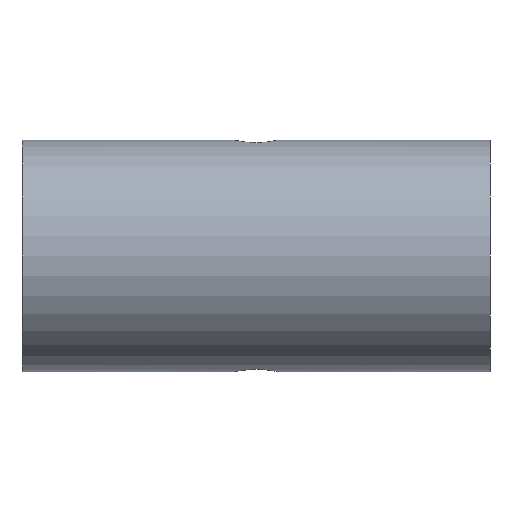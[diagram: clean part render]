
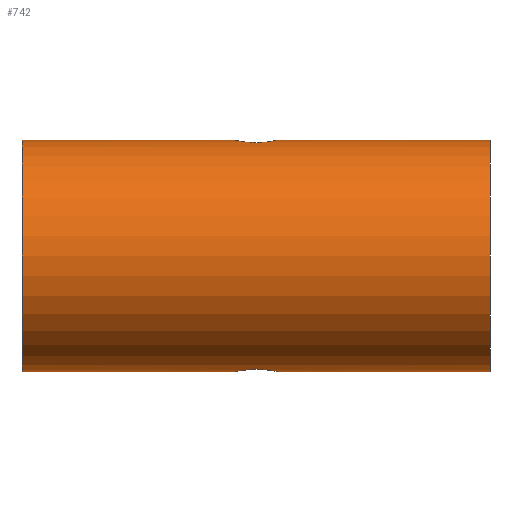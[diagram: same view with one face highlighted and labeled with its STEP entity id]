
A CAD part, left-side view. The second image highlights one B-rep face of the part: STEP entity #742.
In plain terms, the highlighted cylindrical face has radius 18.872 mm (diameter 37.744 mm), a partial arc.
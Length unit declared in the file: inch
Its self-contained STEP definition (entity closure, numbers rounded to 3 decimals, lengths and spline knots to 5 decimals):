
#9 = CARTESIAN_POINT ( 'NONE',  ( -0.0673, -0.12942, 0.74001 ) ) ;
#18 = CARTESIAN_POINT ( 'NONE',  ( 0., 1.5, 0. ) ) ;
#66 = CARTESIAN_POINT ( 'NONE',  ( -0.01984, 0.14424, -0.743 ) ) ;
#71 = CARTESIAN_POINT ( 'NONE',  ( -0.03917, 0.14053, -0.74221 ) ) ;
#75 = VERTEX_POINT ( 'NONE', #871 ) ;
#77 = CARTESIAN_POINT ( 'NONE',  ( -0.09307, -0.11528, -0.73728 ) ) ;
#86 = CARTESIAN_POINT ( 'NONE',  ( -0.1474, 0.03743, 0.72827 ) ) ;
#119 = EDGE_CURVE ( 'NONE', #1157, #1305, #475, .T. ) ;
#141 = CARTESIAN_POINT ( 'NONE',  ( 0., 1.5, 0.743 ) ) ;
#142 = CARTESIAN_POINT ( 'NONE',  ( 0., 1.5, 0.743 ) ) ;
#150 = CARTESIAN_POINT ( 'NONE',  ( 0., -0.14426, 0.743 ) ) ;
#167 = VECTOR ( 'NONE', #1402, 39.37008 ) ;
#171 = CARTESIAN_POINT ( 'NONE',  ( 0., -0.14426, 0.743 ) ) ;
#203 = VERTEX_POINT ( 'NONE', #981 ) ;
#207 = CARTESIAN_POINT ( 'NONE',  ( -0.09299, 0.11533, -0.73729 ) ) ;
#217 = CARTESIAN_POINT ( 'NONE',  ( -0.04862, -0.13677, -0.74147 ) ) ;
#227 = CARTESIAN_POINT ( 'NONE',  ( -0.13108, 0.07256, 0.73137 ) ) ;
#281 = EDGE_CURVE ( 'NONE', #1403, #1727, #414, .T. ) ;
#300 = EDGE_CURVE ( 'NONE', #1153, #1883, #1551, .T. ) ;
#337 = ORIENTED_EDGE ( 'NONE', *, *, #1007, .T. ) ;
#350 = CARTESIAN_POINT ( 'NONE',  ( 0., 0.14426, -0.743 ) ) ;
#355 = CARTESIAN_POINT ( 'NONE',  ( -0.13187, 0.07304, -0.73125 ) ) ;
#362 = CARTESIAN_POINT ( 'NONE',  ( -0.02456, -0.14238, -0.74261 ) ) ;
#375 = CARTESIAN_POINT ( 'NONE',  ( -0.11397, 0.09535, 0.73424 ) ) ;
#381 = VECTOR ( 'NONE', #1893, 39.37008 ) ;
#414 = LINE ( 'NONE', #1448, #1152 ) ;
#417 = CARTESIAN_POINT ( 'NONE',  ( -0.09236, -0.11463, 0.73728 ) ) ;
#427 = CARTESIAN_POINT ( 'NONE',  ( -0.01986, -0.14427, 0.743 ) ) ;
#428 = DIRECTION ( 'NONE',  ( 0., -1., 0. ) ) ;
#475 = B_SPLINE_CURVE_WITH_KNOTS ( 'NONE', 3,
 ( #150, #427, #1618, #9, #1012, #417, #1184, #1212, #1353, #917, #1658, #1810 ),
 .UNSPECIFIED., .F., .F.,
 ( 4, 2, 2, 2, 2, 4 ),
 ( 0.24998, 0.31248, 0.34373, 0.37499, 0.43749, 0.5 ),
 .UNSPECIFIED. ) ;
#488 = ORIENTED_EDGE ( 'NONE', *, *, #767, .F. ) ;
#491 = CARTESIAN_POINT ( 'NONE',  ( -0.15127, 0.01895, -0.72744 ) ) ;
#502 = CARTESIAN_POINT ( 'NONE',  ( -0.00989, -0.14396, -0.74294 ) ) ;
#510 = CARTESIAN_POINT ( 'NONE',  ( -0.07661, 0.12571, 0.73928 ) ) ;
#545 = LINE ( 'NONE', #1725, #167 ) ;
#565 = EDGE_CURVE ( 'NONE', #1240, #203, #545, .T. ) ;
#577 = FACE_OUTER_BOUND ( 'NONE', #807, .T. ) ;
#600 = CARTESIAN_POINT ( 'NONE',  ( 0., 1.5, 0. ) ) ;
#606 = B_SPLINE_CURVE_WITH_KNOTS ( 'NONE', 3,
 ( #350, #66, #71, #1073, #207, #1227, #355, #1370, #491, #1528, #645, #1672, #780, #1823, #935, #77, #1077, #217, #1235, #362, #1377, #502, #1534, #650, #1679 ),
 .UNSPECIFIED., .F., .F.,
 ( 4, 2, 2, 2, 2, 2, 2, 2, 2, 2, 1, 2, 4 ),
 ( 0., 0.06248, 0.12496, 0.18744, 0.24992, 0.3124, 0.34365, 0.37489, 0.43737, 0.46861, 0.48423, 0.49204, 0.49985 ),
 .UNSPECIFIED. ) ;
#645 = CARTESIAN_POINT ( 'NONE',  ( -0.14744, -0.03721, -0.72827 ) ) ;
#650 = CARTESIAN_POINT ( 'NONE',  ( -0.00254, -0.14426, -0.743 ) ) ;
#654 = CARTESIAN_POINT ( 'NONE',  ( -0.15129, 0.01903, 0.72743 ) ) ;
#658 = VECTOR ( 'NONE', #428, 39.37008 ) ;
#664 = CARTESIAN_POINT ( 'NONE',  ( -0.01985, 0.14425, 0.743 ) ) ;
#680 = AXIS2_PLACEMENT_3D ( 'NONE', #713, #1750, #858 ) ;
#688 = AXIS2_PLACEMENT_3D ( 'NONE', #600, #1787, #1091 ) ;
#713 = CARTESIAN_POINT ( 'NONE',  ( 0., -1.5, 0. ) ) ;
#742 = ADVANCED_FACE ( 'NONE', ( #577 ), #1477, .T. ) ;
#767 = EDGE_CURVE ( 'NONE', #1240, #1153, #1430, .T. ) ;
#780 = CARTESIAN_POINT ( 'NONE',  ( -0.13114, -0.0724, -0.73136 ) ) ;
#807 = EDGE_LOOP ( 'NONE', ( #1752, #488, #1795, #1219, #1205, #1334, #810, #1479, #337 ) ) ;
#810 = ORIENTED_EDGE ( 'NONE', *, *, #1594, .F. ) ;
#858 = DIRECTION ( 'NONE',  ( 0., 0., 1. ) ) ;
#871 = CARTESIAN_POINT ( 'NONE',  ( 0., -1.5, 0.743 ) ) ;
#876 = DIRECTION ( 'NONE',  ( 0., 1., 0. ) ) ;
#917 = CARTESIAN_POINT ( 'NONE',  ( -0.14736, -0.03731, 0.72828 ) ) ;
#935 = CARTESIAN_POINT ( 'NONE',  ( -0.11408, -0.09522, -0.73422 ) ) ;
#981 = CARTESIAN_POINT ( 'NONE',  ( 0., 0.14426, -0.743 ) ) ;
#999 = EDGE_CURVE ( 'NONE', #203, #1403, #606, .T. ) ;
#1007 = EDGE_CURVE ( 'NONE', #1305, #1883, #1092, .T. ) ;
#1012 = CARTESIAN_POINT ( 'NONE',  ( -0.07601, -0.125, 0.73915 ) ) ;
#1035 = CARTESIAN_POINT ( 'NONE',  ( 0., 1.5, 0.743 ) ) ;
#1040 = LINE ( 'NONE', #141, #658 ) ;
#1073 = CARTESIAN_POINT ( 'NONE',  ( -0.0767, 0.12568, -0.73927 ) ) ;
#1077 = CARTESIAN_POINT ( 'NONE',  ( -0.07676, -0.12563, -0.73926 ) ) ;
#1078 = AXIS2_PLACEMENT_3D ( 'NONE', #18, #876, #1769 ) ;
#1087 = CARTESIAN_POINT ( 'NONE',  ( 0., 1.5, -0.743 ) ) ;
#1089 = CIRCLE ( 'NONE', #680, 0.743 ) ;
#1091 = DIRECTION ( 'NONE',  ( 0., 0., -1. ) ) ;
#1092 = B_SPLINE_CURVE_WITH_KNOTS ( 'NONE', 3,
 ( #1684, #654, #86, #1094, #227, #1246, #375, #1392, #510, #1545, #664, #1690 ),
 .UNSPECIFIED., .F., .F.,
 ( 4, 2, 2, 2, 2, 4 ),
 ( 0.5, 0.56247, 0.59371, 0.62494, 0.68741, 0.74988 ),
 .UNSPECIFIED. ) ;
#1094 = CARTESIAN_POINT ( 'NONE',  ( -0.13569, 0.0643, 0.73051 ) ) ;
#1096 = CARTESIAN_POINT ( 'NONE',  ( -0.15128, 0.00016, 0.72744 ) ) ;
#1118 = CARTESIAN_POINT ( 'NONE',  ( 0., -0.14426, -0.743 ) ) ;
#1150 = DIRECTION ( 'NONE',  ( 0., -1., 0. ) ) ;
#1152 = VECTOR ( 'NONE', #1150, 39.37008 ) ;
#1153 = VERTEX_POINT ( 'NONE', #1035 ) ;
#1157 = VERTEX_POINT ( 'NONE', #171 ) ;
#1184 = CARTESIAN_POINT ( 'NONE',  ( -0.09994, -0.10871, 0.73628 ) ) ;
#1205 = ORIENTED_EDGE ( 'NONE', *, *, #281, .T. ) ;
#1212 = CARTESIAN_POINT ( 'NONE',  ( -0.12095, -0.08869, 0.73323 ) ) ;
#1219 = ORIENTED_EDGE ( 'NONE', *, *, #999, .T. ) ;
#1227 = CARTESIAN_POINT ( 'NONE',  ( -0.12102, 0.08862, -0.73321 ) ) ;
#1235 = CARTESIAN_POINT ( 'NONE',  ( -0.03907, -0.13958, -0.74204 ) ) ;
#1240 = VERTEX_POINT ( 'NONE', #1087 ) ;
#1246 = CARTESIAN_POINT ( 'NONE',  ( -0.1202, 0.08812, 0.73323 ) ) ;
#1305 = VERTEX_POINT ( 'NONE', #1096 ) ;
#1334 = ORIENTED_EDGE ( 'NONE', *, *, #1524, .T. ) ;
#1353 = CARTESIAN_POINT ( 'NONE',  ( -0.13181, -0.07307, 0.73126 ) ) ;
#1370 = CARTESIAN_POINT ( 'NONE',  ( -0.14736, 0.03741, -0.72828 ) ) ;
#1377 = CARTESIAN_POINT ( 'NONE',  ( -0.01726, -0.14343, -0.74283 ) ) ;
#1392 = CARTESIAN_POINT ( 'NONE',  ( -0.09291, 0.11538, 0.7373 ) ) ;
#1402 = DIRECTION ( 'NONE',  ( 0., -1., 0. ) ) ;
#1403 = VERTEX_POINT ( 'NONE', #1118 ) ;
#1430 = CIRCLE ( 'NONE', #1078, 0.743 ) ;
#1448 = CARTESIAN_POINT ( 'NONE',  ( 0., 1.5, -0.743 ) ) ;
#1477 = CYLINDRICAL_SURFACE ( 'NONE', #688, 0.743 ) ;
#1479 = ORIENTED_EDGE ( 'NONE', *, *, #119, .T. ) ;
#1490 = CARTESIAN_POINT ( 'NONE',  ( 0., -1.5, -0.743 ) ) ;
#1524 = EDGE_CURVE ( 'NONE', #1727, #75, #1089, .T. ) ;
#1528 = CARTESIAN_POINT ( 'NONE',  ( -0.1513, -0.01886, -0.72743 ) ) ;
#1534 = CARTESIAN_POINT ( 'NONE',  ( -0.00496, -0.1442, -0.74299 ) ) ;
#1545 = CARTESIAN_POINT ( 'NONE',  ( -0.03923, 0.14051, 0.7422 ) ) ;
#1551 = LINE ( 'NONE', #142, #381 ) ;
#1594 = EDGE_CURVE ( 'NONE', #1157, #75, #1040, .T. ) ;
#1618 = CARTESIAN_POINT ( 'NONE',  ( -0.03914, -0.14056, 0.74221 ) ) ;
#1658 = CARTESIAN_POINT ( 'NONE',  ( -0.15128, -0.01873, 0.72744 ) ) ;
#1672 = CARTESIAN_POINT ( 'NONE',  ( -0.13576, -0.06412, -0.7305 ) ) ;
#1679 = CARTESIAN_POINT ( 'NONE',  ( 0., -0.14426, -0.743 ) ) ;
#1684 = CARTESIAN_POINT ( 'NONE',  ( -0.15128, 0.00016, 0.72744 ) ) ;
#1690 = CARTESIAN_POINT ( 'NONE',  ( 0., 0.14426, 0.743 ) ) ;
#1702 = CARTESIAN_POINT ( 'NONE',  ( 0., 0.14426, 0.743 ) ) ;
#1725 = CARTESIAN_POINT ( 'NONE',  ( 0., 1.5, -0.743 ) ) ;
#1727 = VERTEX_POINT ( 'NONE', #1490 ) ;
#1750 = DIRECTION ( 'NONE',  ( 0., 1., 0. ) ) ;
#1752 = ORIENTED_EDGE ( 'NONE', *, *, #300, .F. ) ;
#1769 = DIRECTION ( 'NONE',  ( 0., 0., 1. ) ) ;
#1787 = DIRECTION ( 'NONE',  ( 0., -1., 0. ) ) ;
#1795 = ORIENTED_EDGE ( 'NONE', *, *, #565, .T. ) ;
#1810 = CARTESIAN_POINT ( 'NONE',  ( -0.15128, 0.00016, 0.72744 ) ) ;
#1823 = CARTESIAN_POINT ( 'NONE',  ( -0.12029, -0.08798, -0.73322 ) ) ;
#1883 = VERTEX_POINT ( 'NONE', #1702 ) ;
#1893 = DIRECTION ( 'NONE',  ( 0., -1., 0. ) ) ;
